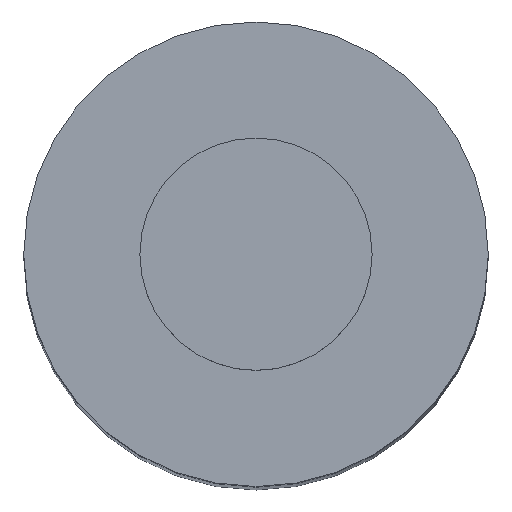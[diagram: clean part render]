
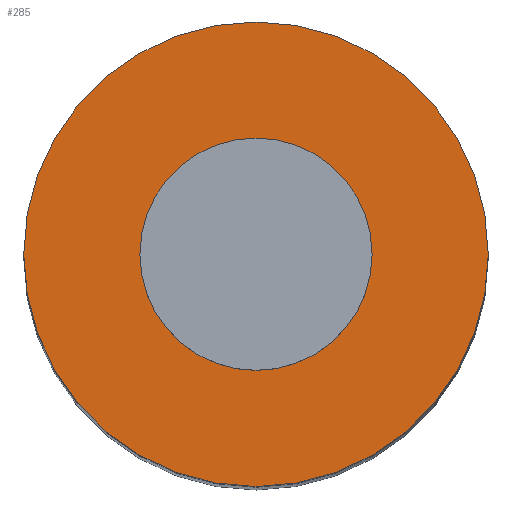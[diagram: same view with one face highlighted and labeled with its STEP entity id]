
A CAD part, top view. The second image highlights one B-rep face of the part: STEP entity #285.
In plain terms, the highlighted planar face has unit normal (0, 0, 1).
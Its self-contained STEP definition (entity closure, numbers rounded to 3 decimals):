
#223 = CYLINDRICAL_SURFACE('',#224,5.);
#224 = AXIS2_PLACEMENT_3D('',#225,#226,#227);
#225 = CARTESIAN_POINT('',(0.,0.,35.));
#226 = DIRECTION('',(0.,0.,1.));
#227 = DIRECTION('',(-1.,0.,0.));
#239 = VERTEX_POINT('',#240);
#240 = CARTESIAN_POINT('',(-5.,0.,43.));
#259 = EDGE_CURVE('',#239,#239,#260,.T.);
#260 = SURFACE_CURVE('',#261,(#266,#272),.PCURVE_S1.);
#261 = CIRCLE('',#262,5.);
#262 = AXIS2_PLACEMENT_3D('',#263,#264,#265);
#263 = CARTESIAN_POINT('',(0.,0.,43.));
#264 = DIRECTION('',(-0.,0.,-1.));
#265 = DIRECTION('',(-1.,0.,0.));
#266 = PCURVE('',#223,#267);
#267 = DEFINITIONAL_REPRESENTATION('',(#268),#271);
#268 = B_SPLINE_CURVE_WITH_KNOTS('',1,(#269,#270),.UNSPECIFIED.,.F.,.F.,
  (2,2),(0.,6.283),.PIECEWISE_BEZIER_KNOTS.);
#269 = CARTESIAN_POINT('',(0.,8.));
#270 = CARTESIAN_POINT('',(-6.283,8.));
#271 = ( GEOMETRIC_REPRESENTATION_CONTEXT(2) 
PARAMETRIC_REPRESENTATION_CONTEXT() REPRESENTATION_CONTEXT('2D SPACE',''
  ) );
#272 = PCURVE('',#273,#278);
#273 = PLANE('',#274);
#274 = AXIS2_PLACEMENT_3D('',#275,#276,#277);
#275 = CARTESIAN_POINT('',(0.,0.,43.));
#276 = DIRECTION('',(0.,0.,-1.));
#277 = DIRECTION('',(-1.,0.,0.));
#278 = DEFINITIONAL_REPRESENTATION('',(#279),#283);
#279 = CIRCLE('',#280,5.);
#280 = AXIS2_PLACEMENT_2D('',#281,#282);
#281 = CARTESIAN_POINT('',(0.,0.));
#282 = DIRECTION('',(1.,0.));
#283 = ( GEOMETRIC_REPRESENTATION_CONTEXT(2) 
PARAMETRIC_REPRESENTATION_CONTEXT() REPRESENTATION_CONTEXT('2D SPACE',''
  ) );
#285 = ADVANCED_FACE('',(#286,#289),#273,.F.);
#286 = FACE_BOUND('',#287,.F.);
#287 = EDGE_LOOP('',(#288));
#288 = ORIENTED_EDGE('',*,*,#259,.T.);
#289 = FACE_BOUND('',#290,.F.);
#290 = EDGE_LOOP('',(#291));
#291 = ORIENTED_EDGE('',*,*,#292,.F.);
#292 = EDGE_CURVE('',#293,#293,#295,.T.);
#293 = VERTEX_POINT('',#294);
#294 = CARTESIAN_POINT('',(-2.5,0.,43.));
#295 = SURFACE_CURVE('',#296,(#301,#308),.PCURVE_S1.);
#296 = CIRCLE('',#297,2.5);
#297 = AXIS2_PLACEMENT_3D('',#298,#299,#300);
#298 = CARTESIAN_POINT('',(0.,0.,43.));
#299 = DIRECTION('',(-0.,0.,-1.));
#300 = DIRECTION('',(-1.,0.,0.));
#301 = PCURVE('',#273,#302);
#302 = DEFINITIONAL_REPRESENTATION('',(#303),#307);
#303 = CIRCLE('',#304,2.5);
#304 = AXIS2_PLACEMENT_2D('',#305,#306);
#305 = CARTESIAN_POINT('',(0.,0.));
#306 = DIRECTION('',(1.,0.));
#307 = ( GEOMETRIC_REPRESENTATION_CONTEXT(2) 
PARAMETRIC_REPRESENTATION_CONTEXT() REPRESENTATION_CONTEXT('2D SPACE',''
  ) );
#308 = PCURVE('',#309,#314);
#309 = CYLINDRICAL_SURFACE('',#310,2.5);
#310 = AXIS2_PLACEMENT_3D('',#311,#312,#313);
#311 = CARTESIAN_POINT('',(0.,0.,43.));
#312 = DIRECTION('',(0.,0.,1.));
#313 = DIRECTION('',(-1.,0.,0.));
#314 = DEFINITIONAL_REPRESENTATION('',(#315),#318);
#315 = B_SPLINE_CURVE_WITH_KNOTS('',1,(#316,#317),.UNSPECIFIED.,.F.,.F.,
  (2,2),(0.,6.283),.PIECEWISE_BEZIER_KNOTS.);
#316 = CARTESIAN_POINT('',(0.,0.));
#317 = CARTESIAN_POINT('',(-6.283,0.));
#318 = ( GEOMETRIC_REPRESENTATION_CONTEXT(2) 
PARAMETRIC_REPRESENTATION_CONTEXT() REPRESENTATION_CONTEXT('2D SPACE',''
  ) );
